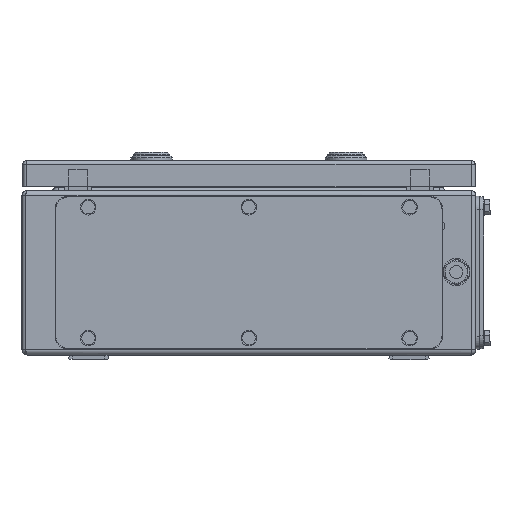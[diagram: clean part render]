
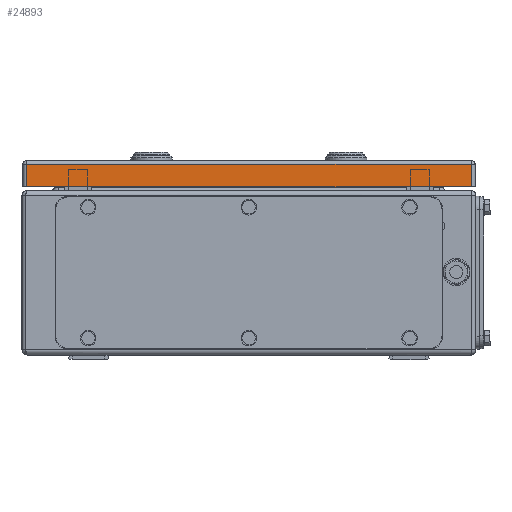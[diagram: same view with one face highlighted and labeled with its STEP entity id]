
A CAD part, left-side view. The second image highlights one B-rep face of the part: STEP entity #24893.
In plain terms, the highlighted planar face has unit normal (-1, 0, 0).
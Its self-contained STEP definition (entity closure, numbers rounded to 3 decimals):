
#24866=AXIS2_PLACEMENT_3D('Plane Axis2P3D',#24863,#24864,#24865) ;
#24729=CARTESIAN_POINT('Line Origine',(41.,186.,133.5)) ;
#24733=CARTESIAN_POINT('Vertex',(41.,357.5,133.5)) ;
#24735=CARTESIAN_POINT('Vertex',(41.,14.5,133.5)) ;
#24863=CARTESIAN_POINT('Axis2P3D Location',(41.,11.5,133.5)) ;
#24868=CARTESIAN_POINT('Line Origine',(41.,14.5,142.)) ;
#24872=CARTESIAN_POINT('Vertex',(41.,14.5,150.5)) ;
#24875=CARTESIAN_POINT('Line Origine',(41.,186.,150.5)) ;
#24879=CARTESIAN_POINT('Vertex',(41.,357.5,150.5)) ;
#24882=CARTESIAN_POINT('Line Origine',(41.,357.5,142.)) ;
#24730=DIRECTION('Vector Direction',(0.,-1.,0.)) ;
#24864=DIRECTION('Axis2P3D Direction',(-1.,0.,0.)) ;
#24865=DIRECTION('Axis2P3D XDirection',(0.,-1.,0.)) ;
#24869=DIRECTION('Vector Direction',(0.,0.,1.)) ;
#24876=DIRECTION('Vector Direction',(0.,1.,0.)) ;
#24883=DIRECTION('Vector Direction',(0.,0.,-1.)) ;
#24731=VECTOR('Line Direction',#24730,1.) ;
#24870=VECTOR('Line Direction',#24869,1.) ;
#24877=VECTOR('Line Direction',#24876,1.) ;
#24884=VECTOR('Line Direction',#24883,1.) ;
#24888=ORIENTED_EDGE('',*,*,#24874,.T.) ;
#24889=ORIENTED_EDGE('',*,*,#24881,.T.) ;
#24890=ORIENTED_EDGE('',*,*,#24886,.T.) ;
#24891=ORIENTED_EDGE('',*,*,#24737,.T.) ;
#24893=ADVANCED_FACE('51374_ASM_DE_KTB_QL_XXXxXXX_S3D-1/DE_QL_S3D-1-solid1',(#24892),#24867,.T.) ;
#24737=EDGE_CURVE('',#24734,#24736,#24732,.T.) ;
#24874=EDGE_CURVE('',#24736,#24873,#24871,.T.) ;
#24881=EDGE_CURVE('',#24873,#24880,#24878,.T.) ;
#24886=EDGE_CURVE('',#24880,#24734,#24885,.T.) ;
#24887=EDGE_LOOP('',(#24888,#24889,#24890,#24891)) ;
#24892=FACE_OUTER_BOUND('',#24887,.T.) ;
#24732=LINE('Line',#24729,#24731) ;
#24871=LINE('Line',#24868,#24870) ;
#24878=LINE('Line',#24875,#24877) ;
#24885=LINE('Line',#24882,#24884) ;
#24867=PLANE('',#24866) ;
#24734=VERTEX_POINT('',#24733) ;
#24736=VERTEX_POINT('',#24735) ;
#24873=VERTEX_POINT('',#24872) ;
#24880=VERTEX_POINT('',#24879) ;
